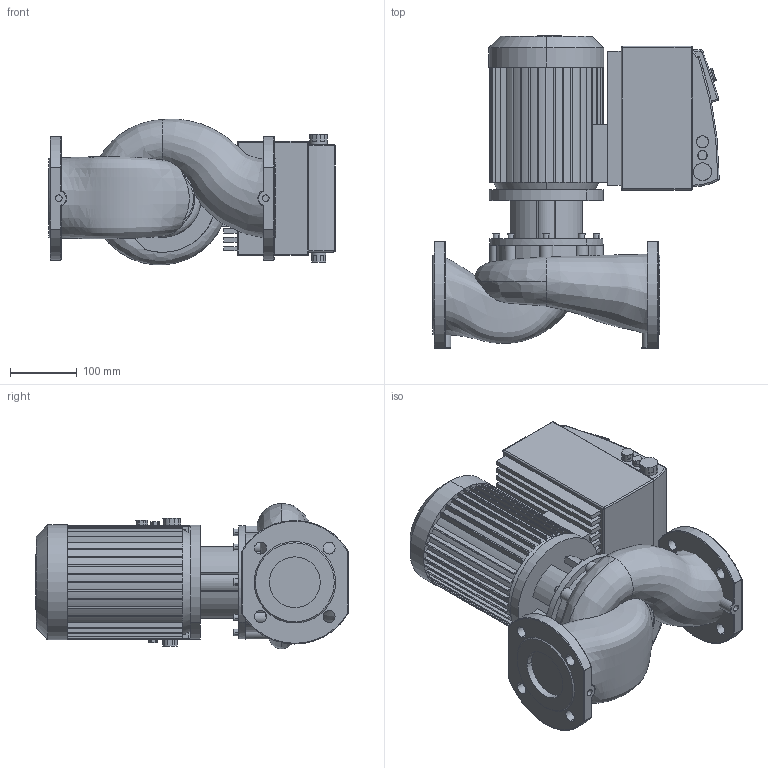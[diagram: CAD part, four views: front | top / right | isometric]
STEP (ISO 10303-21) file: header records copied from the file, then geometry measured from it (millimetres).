
FILE_DESCRIPTION((''),'2;1');
FILE_NAME('3d_IP-E65_115-1_5_2-R1-2158887.stp','2016-07-18T09:17:44',(''),(''),'Mechanical Desktop 2009','Mechanical Desktop 2009',', , ');
FILE_SCHEMA(('CONFIG_CONTROL_DESIGN'));
Length unit declared in the file: millimetre
Products named in the file (1): Product
Bounding box: 429 x 468.03 x 218.41 mm (x, y, z)
Volume: 17033093.8 mm3; surface area: 1022106 mm2
Topology: 12 solids, 13 shells, 788 faces, 1995 edges, 1259 vertices
Faces by surface type: plane 438, cylinder 174, bspline 132, sphere 26, torus 12, cone 6
Entity records: 31554 total; most frequent: CARTESIAN_POINT 12657, ORIENTED_EDGE 3954, DIRECTION 3832, EDGE_CURVE 1977, AXIS2_PLACEMENT_3D 1292, VERTEX_POINT 1259, VECTOR 1248, LINE 1248
